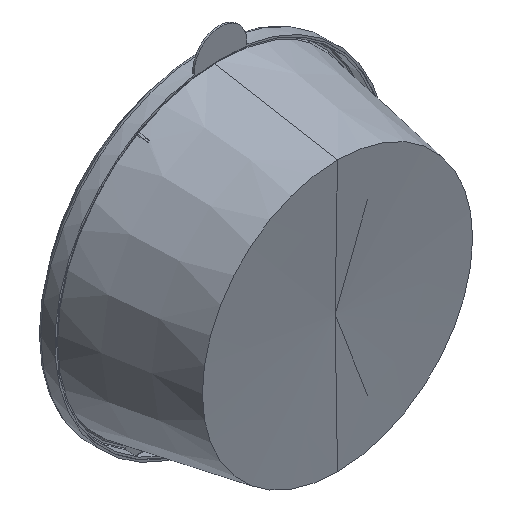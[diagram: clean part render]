
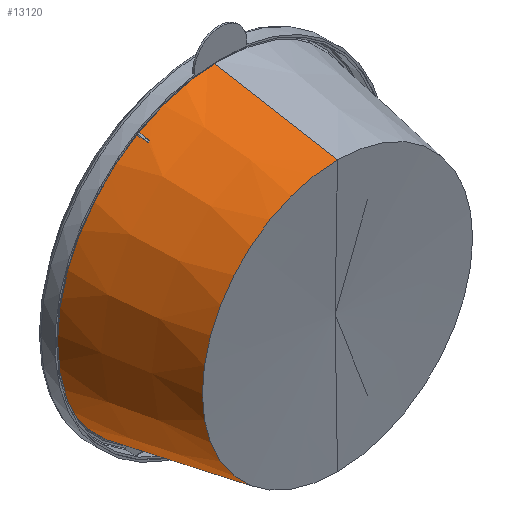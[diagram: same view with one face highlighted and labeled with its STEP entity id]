
A CAD part, isometric view. The second image highlights one B-rep face of the part: STEP entity #13120.
In plain terms, the highlighted conical face has half-angle 10 degrees and reference radius 77 mm.
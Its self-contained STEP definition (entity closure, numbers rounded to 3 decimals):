
#163 = VERTEX_POINT ( 'NONE', #8786 ) ;
#176 = VERTEX_POINT ( 'NONE', #17025 ) ;
#236 = CARTESIAN_POINT ( 'NONE',  ( -43.935, 61.932, 76.43 ) ) ;
#1296 = CARTESIAN_POINT ( 'NONE',  ( 0., -1.344, 0. ) ) ;
#1387 = CARTESIAN_POINT ( 'NONE',  ( 0., -1.344, 0. ) ) ;
#1429 = VERTEX_POINT ( 'NONE', #21346 ) ;
#1573 = EDGE_CURVE ( 'NONE', #2325, #176, #21738, .T. ) ;
#1900 = LINE ( 'NONE', #22435, #3270 ) ;
#2196 = CARTESIAN_POINT ( 'NONE',  ( 0., 72.383, 0. ) ) ;
#2325 = VERTEX_POINT ( 'NONE', #11957 ) ;
#2598 = CARTESIAN_POINT ( 'NONE',  ( -44.223, 61.932, 76.263 ) ) ;
#2669 = EDGE_CURVE ( 'NONE', #1429, #5809, #21261, .T. ) ;
#3270 = VECTOR ( 'NONE', #20128, 1000. ) ;
#3786 = CARTESIAN_POINT ( 'NONE',  ( -43.644, 61.917, -76.593 ) ) ;
#4008 = EDGE_CURVE ( 'NONE', #12013, #12680, #13963, .T. ) ;
#4109 = CIRCLE ( 'NONE', #22865, 90. ) ;
#4594 = B_SPLINE_CURVE_WITH_KNOTS ( 'NONE', 3,
 ( #22547, #20240, #17913, #15571 ),
 .UNSPECIFIED., .F., .F.,
 ( 4, 4 ),
 ( 0., 0.001 ),
 .UNSPECIFIED. ) ;
#5113 = CARTESIAN_POINT ( 'NONE',  ( -44.51, 61.917, -76.093 ) ) ;
#5300 = CARTESIAN_POINT ( 'NONE',  ( -45.432, 72.383, 77.691 ) ) ;
#5471 = ORIENTED_EDGE ( 'NONE', *, *, #20540, .T. ) ;
#5477 = FACE_OUTER_BOUND ( 'NONE', #22800, .T. ) ;
#5607 = EDGE_CURVE ( 'NONE', #20612, #12949, #8389, .T. ) ;
#5727 = CARTESIAN_POINT ( 'NONE',  ( -43.644, 61.917, 76.593 ) ) ;
#5809 = VERTEX_POINT ( 'NONE', #3786 ) ;
#5955 = EDGE_CURVE ( 'NONE', #1429, #176, #21161, .T. ) ;
#6079 = VERTEX_POINT ( 'NONE', #10149 ) ;
#6324 = B_SPLINE_CURVE_WITH_KNOTS ( 'NONE', 3,
 ( #9686, #2598, #236, #20813 ),
 .UNSPECIFIED., .F., .F.,
 ( 4, 4 ),
 ( 0., 0.001 ),
 .UNSPECIFIED. ) ;
#6631 = AXIS2_PLACEMENT_3D ( 'NONE', #1296, #19520, #17193 ) ;
#6643 = EDGE_CURVE ( 'NONE', #16065, #9178, #17821, .T. ) ;
#6977 = CARTESIAN_POINT ( 'NONE',  ( 0., 72.383, 0. ) ) ;
#6986 = ORIENTED_EDGE ( 'NONE', *, *, #1573, .F. ) ;
#7294 = ORIENTED_EDGE ( 'NONE', *, *, #9629, .F. ) ;
#7484 = CARTESIAN_POINT ( 'NONE',  ( -44.817, 65.405, -76.626 ) ) ;
#7514 = ORIENTED_EDGE ( 'NONE', *, *, #2669, .F. ) ;
#7654 = ORIENTED_EDGE ( 'NONE', *, *, #5955, .T. ) ;
#8092 = CARTESIAN_POINT ( 'NONE',  ( -43.951, 65.405, 77.126 ) ) ;
#8389 = B_SPLINE_CURVE_WITH_KNOTS ( 'NONE', 3,
 ( #15689, #13348, #11013, #8691 ),
 .UNSPECIFIED., .F., .F.,
 ( 4, 4 ),
 ( 0., 0.011 ),
 .UNSPECIFIED. ) ;
#8493 = CIRCLE ( 'NONE', #6631, 77. ) ;
#8691 = CARTESIAN_POINT ( 'NONE',  ( -44.51, 61.917, 76.093 ) ) ;
#8786 = CARTESIAN_POINT ( 'NONE',  ( -43.644, 61.917, 76.593 ) ) ;
#9003 = ORIENTED_EDGE ( 'NONE', *, *, #11754, .T. ) ;
#9178 = VERTEX_POINT ( 'NONE', #11017 ) ;
#9528 = CARTESIAN_POINT ( 'NONE',  ( 0., 72.383, 90. ) ) ;
#9629 = EDGE_CURVE ( 'NONE', #12949, #163, #6324, .T. ) ;
#9686 = CARTESIAN_POINT ( 'NONE',  ( -44.51, 61.917, 76.093 ) ) ;
#9818 = CARTESIAN_POINT ( 'NONE',  ( -45.125, 68.894, -77.158 ) ) ;
#9947 = EDGE_CURVE ( 'NONE', #5809, #9178, #4594, .T. ) ;
#10149 = CARTESIAN_POINT ( 'NONE',  ( 0., -1.344, 77. ) ) ;
#10325 = DIRECTION ( 'NONE',  ( 0., 0., -1. ) ) ;
#10431 = CARTESIAN_POINT ( 'NONE',  ( -44.259, 68.894, 77.658 ) ) ;
#10524 = AXIS2_PLACEMENT_3D ( 'NONE', #2196, #22722, #20414 ) ;
#11013 = CARTESIAN_POINT ( 'NONE',  ( -44.817, 65.405, 76.626 ) ) ;
#11017 = CARTESIAN_POINT ( 'NONE',  ( -44.51, 61.917, -76.093 ) ) ;
#11106 = DIRECTION ( 'NONE',  ( 0., 0., -1. ) ) ;
#11754 = EDGE_CURVE ( 'NONE', #6079, #12013, #1900, .T. ) ;
#11905 = ORIENTED_EDGE ( 'NONE', *, *, #4008, .T. ) ;
#11957 = CARTESIAN_POINT ( 'NONE',  ( 0., -1.344, -77. ) ) ;
#11996 = AXIS2_PLACEMENT_3D ( 'NONE', #1387, #21931, #19610 ) ;
#12013 = VERTEX_POINT ( 'NONE', #9528 ) ;
#12162 = CARTESIAN_POINT ( 'NONE',  ( -45.432, 72.383, -77.691 ) ) ;
#12417 = DIRECTION ( 'NONE',  ( 0., 0.985, -0.174 ) ) ;
#12439 = EDGE_CURVE ( 'NONE', #20612, #16065, #4109, .T. ) ;
#12659 = DIRECTION ( 'NONE',  ( 0., -1., 0. ) ) ;
#12680 = VERTEX_POINT ( 'NONE', #16622 ) ;
#12949 = VERTEX_POINT ( 'NONE', #18792 ) ;
#13103 = CONICAL_SURFACE ( 'NONE', #11996, 77., 0.175 ) ;
#13120 = ADVANCED_FACE ( 'NONE', ( #5477 ), #13103, .T. ) ;
#13232 = CARTESIAN_POINT ( 'NONE',  ( -43.644, 61.917, -76.593 ) ) ;
#13348 = CARTESIAN_POINT ( 'NONE',  ( -45.125, 68.894, 77.158 ) ) ;
#13436 = DIRECTION ( 'NONE',  ( 0., -1., 0. ) ) ;
#13963 = CIRCLE ( 'NONE', #10524, 90. ) ;
#14745 = CARTESIAN_POINT ( 'NONE',  ( 0., -1.344, -77. ) ) ;
#14991 = CARTESIAN_POINT ( 'NONE',  ( 0., 72.383, 0. ) ) ;
#15569 = CARTESIAN_POINT ( 'NONE',  ( -43.951, 65.405, -77.126 ) ) ;
#15571 = CARTESIAN_POINT ( 'NONE',  ( -44.51, 61.917, -76.093 ) ) ;
#15689 = CARTESIAN_POINT ( 'NONE',  ( -45.432, 72.383, 77.691 ) ) ;
#16065 = VERTEX_POINT ( 'NONE', #17051 ) ;
#16407 = B_SPLINE_CURVE_WITH_KNOTS ( 'NONE', 3,
 ( #19760, #10431, #8092, #5727 ),
 .UNSPECIFIED., .F., .F.,
 ( 4, 4 ),
 ( 0., 0.011 ),
 .UNSPECIFIED. ) ;
#16622 = CARTESIAN_POINT ( 'NONE',  ( -44.566, 72.383, 78.191 ) ) ;
#16857 = ORIENTED_EDGE ( 'NONE', *, *, #5607, .F. ) ;
#16915 = ORIENTED_EDGE ( 'NONE', *, *, #9947, .F. ) ;
#17025 = CARTESIAN_POINT ( 'NONE',  ( 0., 72.383, -90. ) ) ;
#17051 = CARTESIAN_POINT ( 'NONE',  ( -45.432, 72.383, -77.691 ) ) ;
#17193 = DIRECTION ( 'NONE',  ( 0., 0., -1. ) ) ;
#17399 = ORIENTED_EDGE ( 'NONE', *, *, #12439, .T. ) ;
#17801 = ORIENTED_EDGE ( 'NONE', *, *, #20206, .F. ) ;
#17821 = B_SPLINE_CURVE_WITH_KNOTS ( 'NONE', 3,
 ( #12162, #9818, #7484, #5113 ),
 .UNSPECIFIED., .F., .F.,
 ( 4, 4 ),
 ( 0., 0.011 ),
 .UNSPECIFIED. ) ;
#17911 = CARTESIAN_POINT ( 'NONE',  ( -44.259, 68.894, -77.658 ) ) ;
#17913 = CARTESIAN_POINT ( 'NONE',  ( -44.223, 61.932, -76.263 ) ) ;
#18792 = CARTESIAN_POINT ( 'NONE',  ( -44.51, 61.917, 76.093 ) ) ;
#19520 = DIRECTION ( 'NONE',  ( 0., -1., 0. ) ) ;
#19610 = DIRECTION ( 'NONE',  ( 0., 0., 1. ) ) ;
#19760 = CARTESIAN_POINT ( 'NONE',  ( -44.566, 72.383, 78.191 ) ) ;
#19809 = ORIENTED_EDGE ( 'NONE', *, *, #6643, .T. ) ;
#20128 = DIRECTION ( 'NONE',  ( 0., 0.985, 0.174 ) ) ;
#20206 = EDGE_CURVE ( 'NONE', #6079, #2325, #8493, .T. ) ;
#20237 = CARTESIAN_POINT ( 'NONE',  ( -44.566, 72.383, -78.191 ) ) ;
#20240 = CARTESIAN_POINT ( 'NONE',  ( -43.935, 61.932, -76.43 ) ) ;
#20414 = DIRECTION ( 'NONE',  ( 0., 0., -1. ) ) ;
#20493 = VECTOR ( 'NONE', #12417, 1000. ) ;
#20540 = EDGE_CURVE ( 'NONE', #12680, #163, #16407, .T. ) ;
#20612 = VERTEX_POINT ( 'NONE', #5300 ) ;
#20813 = CARTESIAN_POINT ( 'NONE',  ( -43.644, 61.917, 76.593 ) ) ;
#21161 = CIRCLE ( 'NONE', #21489, 90. ) ;
#21261 = B_SPLINE_CURVE_WITH_KNOTS ( 'NONE', 3,
 ( #20237, #17911, #15569, #13232 ),
 .UNSPECIFIED., .F., .F.,
 ( 4, 4 ),
 ( 0., 0.011 ),
 .UNSPECIFIED. ) ;
#21346 = CARTESIAN_POINT ( 'NONE',  ( -44.566, 72.383, -78.191 ) ) ;
#21489 = AXIS2_PLACEMENT_3D ( 'NONE', #6977, #13436, #11106 ) ;
#21738 = LINE ( 'NONE', #14745, #20493 ) ;
#21931 = DIRECTION ( 'NONE',  ( 0., 1., 0. ) ) ;
#22435 = CARTESIAN_POINT ( 'NONE',  ( 0., -1.344, 77. ) ) ;
#22547 = CARTESIAN_POINT ( 'NONE',  ( -43.644, 61.917, -76.593 ) ) ;
#22722 = DIRECTION ( 'NONE',  ( 0., -1., 0. ) ) ;
#22800 = EDGE_LOOP ( 'NONE', ( #6986, #17801, #9003, #11905, #5471, #7294, #16857, #17399, #19809, #16915, #7514, #7654 ) ) ;
#22865 = AXIS2_PLACEMENT_3D ( 'NONE', #14991, #12659, #10325 ) ;
